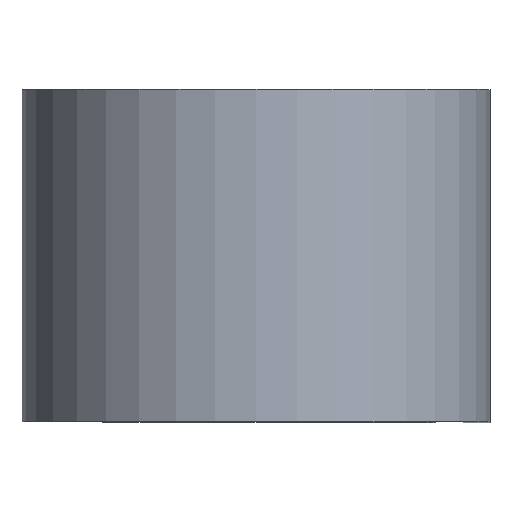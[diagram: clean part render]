
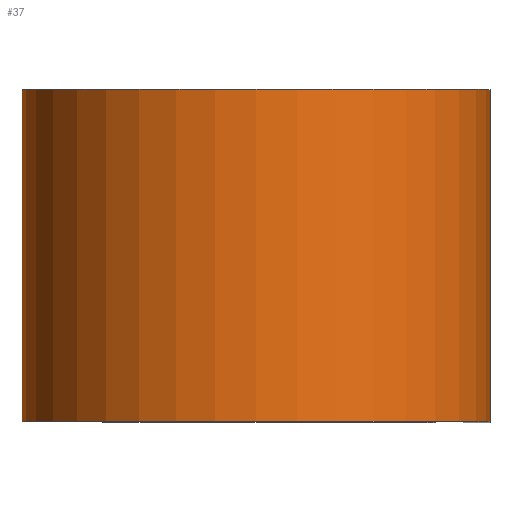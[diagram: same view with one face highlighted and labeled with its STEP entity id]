
A CAD part, top view. The second image highlights one B-rep face of the part: STEP entity #37.
In plain terms, the highlighted cylindrical face has radius 13.424 mm (diameter 26.848 mm), a partial arc.
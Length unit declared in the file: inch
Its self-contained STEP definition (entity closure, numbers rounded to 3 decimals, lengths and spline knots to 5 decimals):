
#3 = DIRECTION ( 'NONE',  ( 1., 0., 0. ) ) ;
#8 = CARTESIAN_POINT ( 'NONE',  ( 0., -0.375, -0.5285 ) ) ;
#22 = CARTESIAN_POINT ( 'NONE',  ( 0.5285, 0.375, 0. ) ) ;
#25 = CARTESIAN_POINT ( 'NONE',  ( 0., -0.375, 0. ) ) ;
#27 = DIRECTION ( 'NONE',  ( 0., 1., 0. ) ) ;
#32 = CARTESIAN_POINT ( 'NONE',  ( 0.5285, 0.375, 0. ) ) ;
#37 = ADVANCED_FACE ( 'NONE', ( #428 ), #276, .T. ) ;
#115 = VERTEX_POINT ( 'NONE', #355 ) ;
#165 = ORIENTED_EDGE ( 'NONE', *, *, #573, .T. ) ;
#167 = VECTOR ( 'NONE', #523, 39.37008 ) ;
#180 = DIRECTION ( 'NONE',  ( 0., 1., 0. ) ) ;
#197 = EDGE_LOOP ( 'NONE', ( #165, #271, #409, #623 ) ) ;
#233 = AXIS2_PLACEMENT_3D ( 'NONE', #25, #27, #3 ) ;
#237 = CARTESIAN_POINT ( 'NONE',  ( 0., 0.375, 0. ) ) ;
#247 = VERTEX_POINT ( 'NONE', #386 ) ;
#268 = AXIS2_PLACEMENT_3D ( 'NONE', #398, #466, #304 ) ;
#271 = ORIENTED_EDGE ( 'NONE', *, *, #581, .F. ) ;
#276 = CYLINDRICAL_SURFACE ( 'NONE', #268, 0.5285 ) ;
#302 = DIRECTION ( 'NONE',  ( 1., 0., 0. ) ) ;
#304 = DIRECTION ( 'NONE',  ( 0., 0., -1. ) ) ;
#332 = EDGE_CURVE ( 'NONE', #247, #420, #432, .T. ) ;
#355 = CARTESIAN_POINT ( 'NONE',  ( 0.5285, -0.375, 0. ) ) ;
#367 = EDGE_CURVE ( 'NONE', #247, #434, #631, .T. ) ;
#386 = CARTESIAN_POINT ( 'NONE',  ( 0., 0.375, -0.5285 ) ) ;
#395 = CARTESIAN_POINT ( 'NONE',  ( 0., 0.375, -0.5285 ) ) ;
#398 = CARTESIAN_POINT ( 'NONE',  ( 0., 0.375, 0. ) ) ;
#409 = ORIENTED_EDGE ( 'NONE', *, *, #332, .F. ) ;
#420 = VERTEX_POINT ( 'NONE', #32 ) ;
#428 = FACE_OUTER_BOUND ( 'NONE', #197, .T. ) ;
#432 = CIRCLE ( 'NONE', #624, 0.5285 ) ;
#434 = VERTEX_POINT ( 'NONE', #8 ) ;
#459 = LINE ( 'NONE', #22, #167 ) ;
#466 = DIRECTION ( 'NONE',  ( 0., -1., 0. ) ) ;
#472 = CIRCLE ( 'NONE', #233, 0.5285 ) ;
#490 = DIRECTION ( 'NONE',  ( 0., -1., 0. ) ) ;
#516 = VECTOR ( 'NONE', #490, 39.37008 ) ;
#523 = DIRECTION ( 'NONE',  ( 0., -1., 0. ) ) ;
#573 = EDGE_CURVE ( 'NONE', #434, #115, #472, .T. ) ;
#581 = EDGE_CURVE ( 'NONE', #420, #115, #459, .T. ) ;
#623 = ORIENTED_EDGE ( 'NONE', *, *, #367, .T. ) ;
#624 = AXIS2_PLACEMENT_3D ( 'NONE', #237, #180, #302 ) ;
#631 = LINE ( 'NONE', #395, #516 ) ;
